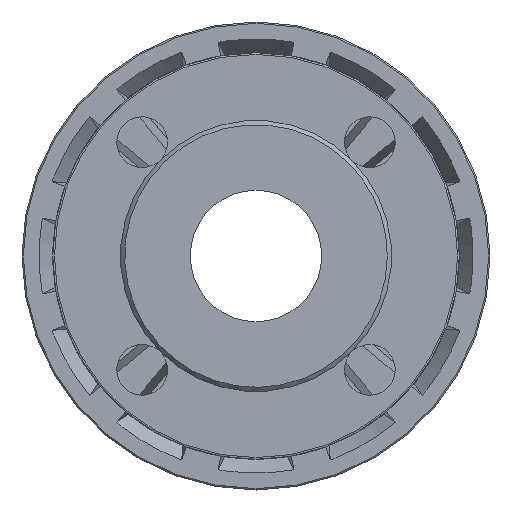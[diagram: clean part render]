
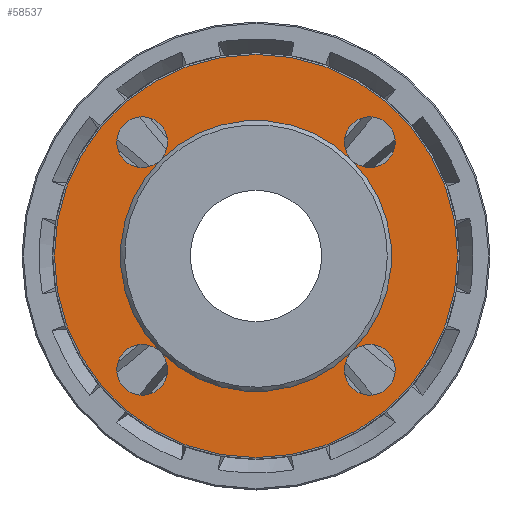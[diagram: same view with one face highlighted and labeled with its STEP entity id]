
A CAD part, front view. The second image highlights one B-rep face of the part: STEP entity #58537.
In plain terms, the highlighted free-form (B-spline) face has degree [1, 1] with [2, 2] control points.
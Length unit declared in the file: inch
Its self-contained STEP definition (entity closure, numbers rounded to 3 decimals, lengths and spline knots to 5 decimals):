
#58221=CARTESIAN_POINT('',(58.50229,-57.52886,27.72404));
#58222=VERTEX_POINT('',#58221);
#58223=CARTESIAN_POINT('',(58.76745,-57.79403,27.72404));
#58224=DIRECTION('',(0.,0.,1.0));
#58225=DIRECTION('',(0.707,-0.707,0.));
#58226=AXIS2_PLACEMENT_3D('',#58223,#58224,#58225);
#58227=CIRCLE('',#58226,0.375);
#58228=EDGE_CURVE('',#58222,#58222,#58227,.T.);
#58238=CARTESIAN_POINT('',(55.67386,-57.52886,27.72404));
#58239=VERTEX_POINT('',#58238);
#58240=CARTESIAN_POINT('',(55.4087,-57.79403,27.72404));
#58241=DIRECTION('',(0.,0.,-1.0));
#58242=DIRECTION('',(0.707,-0.707,0.));
#58243=AXIS2_PLACEMENT_3D('',#58240,#58241,#58242);
#58244=CIRCLE('',#58243,0.375);
#58245=EDGE_CURVE('',#58239,#58239,#58244,.T.);
#58379=CARTESIAN_POINT('',(60.06308,-56.11465,27.72404));
#58380=VERTEX_POINT('',#58379);
#58381=CARTESIAN_POINT('',(57.08808,-56.11465,27.72404));
#58382=DIRECTION('',(0.0,0.0,1.0));
#58383=DIRECTION('',(0.0,1.0,0.0));
#58384=AXIS2_PLACEMENT_3D('',#58381,#58382,#58383);
#58385=CIRCLE('',#58384,2.975);
#58386=EDGE_CURVE('',#58380,#58380,#58385,.T.);
#58472=CARTESIAN_POINT('',(58.50229,-54.70044,27.72404));
#58473=VERTEX_POINT('',#58472);
#58474=CARTESIAN_POINT('',(57.08808,-56.11465,27.72404));
#58475=DIRECTION('',(0.,0.,1.0));
#58476=DIRECTION('',(-0.707,-0.707,0.));
#58477=AXIS2_PLACEMENT_3D('',#58474,#58475,#58476);
#58478=CIRCLE('',#58477,2.);
#58479=EDGE_CURVE('',#58222,#58473,#58478,.T.);
#58481=CARTESIAN_POINT('',(55.67386,-54.70044,27.72404));
#58482=VERTEX_POINT('',#58481);
#58483=CARTESIAN_POINT('',(57.08808,-56.11465,27.72404));
#58484=DIRECTION('',(0.,0.,1.0));
#58485=DIRECTION('',(-0.707,-0.707,0.));
#58486=AXIS2_PLACEMENT_3D('',#58483,#58484,#58485);
#58487=CIRCLE('',#58486,2.);
#58488=EDGE_CURVE('',#58473,#58482,#58487,.T.);
#58490=CARTESIAN_POINT('',(57.08808,-56.11465,27.72404));
#58491=DIRECTION('',(0.,0.,-1.0));
#58492=DIRECTION('',(-0.707,0.707,0.));
#58493=AXIS2_PLACEMENT_3D('',#58490,#58491,#58492);
#58494=CIRCLE('',#58493,2.);
#58495=EDGE_CURVE('',#58239,#58482,#58494,.T.);
#58497=CARTESIAN_POINT('',(57.08808,-56.11465,27.72404));
#58498=DIRECTION('',(0.,0.,-1.0));
#58499=DIRECTION('',(-0.707,0.707,0.));
#58500=AXIS2_PLACEMENT_3D('',#58497,#58498,#58499);
#58501=CIRCLE('',#58500,2.);
#58502=EDGE_CURVE('',#58222,#58239,#58501,.T.);
#58507=CARTESIAN_POINT('',(57.08808,-50.16465,27.72404));
#58508=CARTESIAN_POINT('',(51.13808,-56.11465,27.72404));
#58509=CARTESIAN_POINT('',(63.03808,-56.11465,27.72404));
#58510=CARTESIAN_POINT('',(57.08808,-62.06465,27.72404));
#58511=B_SPLINE_SURFACE_WITH_KNOTS('',1,1,((#58507,#58509),(#58508,#58510)),.UNSPECIFIED.,.F.,.F.,.U.,(2,2),(2,2),(0.0,8.41457),(0.0,8.41457),.UNSPECIFIED.);
#58512=ORIENTED_EDGE('',*,*,#58386,.T.);
#58513=EDGE_LOOP('',(#58512));
#58514=FACE_OUTER_BOUND('',#58513,.T.);
#58515=ORIENTED_EDGE('',*,*,#58479,.F.);
#58516=ORIENTED_EDGE('',*,*,#58228,.F.);
#58517=ORIENTED_EDGE('',*,*,#58502,.T.);
#58518=ORIENTED_EDGE('',*,*,#58245,.T.);
#58519=ORIENTED_EDGE('',*,*,#58495,.T.);
#58520=CARTESIAN_POINT('',(55.4087,-54.43527,27.72404));
#58521=DIRECTION('',(0.,0.,1.0));
#58522=DIRECTION('',(0.707,0.707,0.));
#58523=AXIS2_PLACEMENT_3D('',#58520,#58521,#58522);
#58524=CIRCLE('',#58523,0.375);
#58525=EDGE_CURVE('',#58482,#58482,#58524,.T.);
#58526=ORIENTED_EDGE('',*,*,#58525,.F.);
#58527=ORIENTED_EDGE('',*,*,#58488,.F.);
#58528=CARTESIAN_POINT('',(58.76745,-54.43527,27.72404));
#58529=DIRECTION('',(0.,0.,-1.0));
#58530=DIRECTION('',(0.707,0.707,0.));
#58531=AXIS2_PLACEMENT_3D('',#58528,#58529,#58530);
#58532=CIRCLE('',#58531,0.375);
#58533=EDGE_CURVE('',#58473,#58473,#58532,.T.);
#58534=ORIENTED_EDGE('',*,*,#58533,.T.);
#58535=EDGE_LOOP('',(#58515,#58516,#58517,#58518,#58519,#58526,#58527,#58534));
#58536=FACE_BOUND('',#58535,.T.);
#58537=ADVANCED_FACE('',(#58514,#58536),#58511,.T.);
